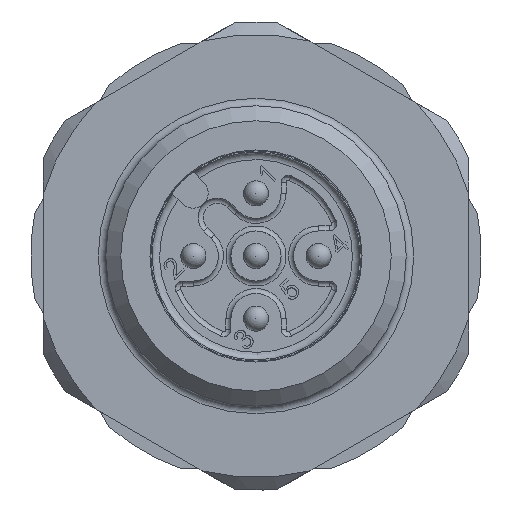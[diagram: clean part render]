
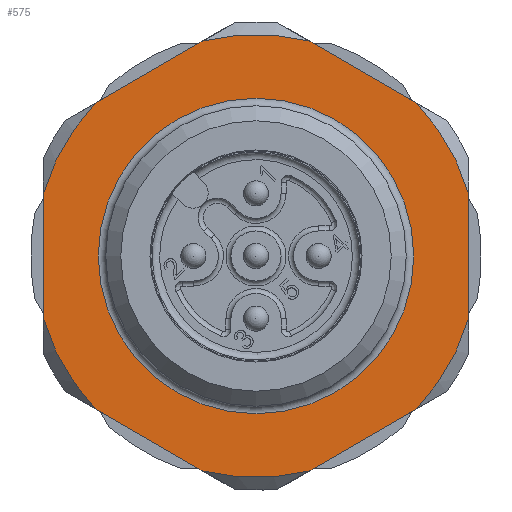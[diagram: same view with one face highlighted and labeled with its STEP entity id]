
A CAD part, front view. The second image highlights one B-rep face of the part: STEP entity #575.
In plain terms, the highlighted planar face has unit normal (0, -1, 0).
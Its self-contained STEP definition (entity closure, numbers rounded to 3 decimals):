
#575=ADVANCED_FACE('',(#1324,#1325),#812,.T.);
#812=PLANE('',#3999);
#926=LINE('',#5496,#1117);
#927=LINE('',#5497,#1118);
#928=LINE('',#5498,#1119);
#929=LINE('',#5499,#1120);
#930=LINE('',#5500,#1121);
#931=LINE('',#5501,#1122);
#1117=VECTOR('',#4441,1.);
#1118=VECTOR('',#4442,1.);
#1119=VECTOR('',#4443,1.);
#1120=VECTOR('',#4444,1.);
#1121=VECTOR('',#4445,1.);
#1122=VECTOR('',#4446,1.);
#1324=FACE_BOUND('',#1503,.T.);
#1325=FACE_BOUND('',#1504,.T.);
#1503=EDGE_LOOP('',(#1887));
#1504=EDGE_LOOP('',(#1888,#1889,#1890,#1891,#1892,#1893,#1894,#1895,#1896,
#1897,#1898,#1899));
#1887=ORIENTED_EDGE('',*,*,#3303,.T.);
#1888=ORIENTED_EDGE('',*,*,#3286,.F.);
#1889=ORIENTED_EDGE('',*,*,#3304,.T.);
#1890=ORIENTED_EDGE('',*,*,#3288,.F.);
#1891=ORIENTED_EDGE('',*,*,#3305,.T.);
#1892=ORIENTED_EDGE('',*,*,#3301,.F.);
#1893=ORIENTED_EDGE('',*,*,#3306,.T.);
#1894=ORIENTED_EDGE('',*,*,#3298,.F.);
#1895=ORIENTED_EDGE('',*,*,#3307,.T.);
#1896=ORIENTED_EDGE('',*,*,#3295,.F.);
#1897=ORIENTED_EDGE('',*,*,#3308,.T.);
#1898=ORIENTED_EDGE('',*,*,#3292,.F.);
#1899=ORIENTED_EDGE('',*,*,#3309,.T.);
#2907=VERTEX_POINT('',#5426);
#2908=VERTEX_POINT('',#5428);
#2909=VERTEX_POINT('',#5435);
#2910=VERTEX_POINT('',#5436);
#2911=VERTEX_POINT('',#5450);
#2912=VERTEX_POINT('',#5452);
#2913=VERTEX_POINT('',#5462);
#2914=VERTEX_POINT('',#5464);
#2915=VERTEX_POINT('',#5474);
#2916=VERTEX_POINT('',#5476);
#2917=VERTEX_POINT('',#5486);
#2918=VERTEX_POINT('',#5488);
#2919=VERTEX_POINT('',#5495);
#3286=EDGE_CURVE('',#2907,#2908,#3795,.T.);
#3288=EDGE_CURVE('',#2909,#2910,#3796,.T.);
#3292=EDGE_CURVE('',#2911,#2912,#3797,.T.);
#3295=EDGE_CURVE('',#2913,#2914,#3798,.T.);
#3298=EDGE_CURVE('',#2915,#2916,#3799,.T.);
#3301=EDGE_CURVE('',#2917,#2918,#3800,.T.);
#3303=EDGE_CURVE('',#2919,#2919,#3801,.T.);
#3304=EDGE_CURVE('',#2907,#2910,#926,.T.);
#3305=EDGE_CURVE('',#2909,#2918,#927,.T.);
#3306=EDGE_CURVE('',#2917,#2916,#928,.T.);
#3307=EDGE_CURVE('',#2915,#2914,#929,.T.);
#3308=EDGE_CURVE('',#2913,#2912,#930,.T.);
#3309=EDGE_CURVE('',#2911,#2908,#931,.T.);
#3795=CIRCLE('',#3986,8.85);
#3796=CIRCLE('',#3988,8.85);
#3797=CIRCLE('',#3990,8.85);
#3798=CIRCLE('',#3992,8.85);
#3799=CIRCLE('',#3994,8.85);
#3800=CIRCLE('',#3996,8.85);
#3801=CIRCLE('',#3998,6.3);
#3986=AXIS2_PLACEMENT_3D('',#5427,#4415,#4416);
#3988=AXIS2_PLACEMENT_3D('',#5434,#4419,#4420);
#3990=AXIS2_PLACEMENT_3D('',#5451,#4423,#4424);
#3992=AXIS2_PLACEMENT_3D('',#5463,#4427,#4428);
#3994=AXIS2_PLACEMENT_3D('',#5475,#4431,#4432);
#3996=AXIS2_PLACEMENT_3D('',#5487,#4435,#4436);
#3998=AXIS2_PLACEMENT_3D('',#5494,#4439,#4440);
#3999=AXIS2_PLACEMENT_3D('',#5502,#4447,#4448);
#4415=DIRECTION('',(0.,1.,0.));
#4416=DIRECTION('',(0.5,0.,-0.866));
#4419=DIRECTION('',(0.,1.,0.));
#4420=DIRECTION('',(0.5,0.,-0.866));
#4423=DIRECTION('',(0.,1.,0.));
#4424=DIRECTION('',(0.5,0.,-0.866));
#4427=DIRECTION('',(0.,1.,0.));
#4428=DIRECTION('',(0.5,0.,-0.866));
#4431=DIRECTION('',(0.,1.,0.));
#4432=DIRECTION('',(0.5,0.,-0.866));
#4435=DIRECTION('',(0.,1.,0.));
#4436=DIRECTION('',(0.5,0.,-0.866));
#4439=DIRECTION('',(0.,1.,0.));
#4440=DIRECTION('',(0.5,0.,-0.866));
#4441=DIRECTION('',(-0.866,0.,0.5));
#4442=DIRECTION('',(-0.866,0.,-0.5));
#4443=DIRECTION('',(0.,0.,-1.));
#4444=DIRECTION('',(0.866,0.,-0.5));
#4445=DIRECTION('',(0.866,0.,0.5));
#4446=DIRECTION('',(0.,0.,1.));
#4447=DIRECTION('',(0.,-1.,0.));
#4448=DIRECTION('',(-0.5,0.,0.866));
#5426=CARTESIAN_POINT('',(6.384,10.1,6.129));
#5427=CARTESIAN_POINT('',(0.,10.1,0.));
#5428=CARTESIAN_POINT('',(8.5,10.1,2.464));
#5434=CARTESIAN_POINT('',(0.,10.1,0.));
#5435=CARTESIAN_POINT('',(-2.116,10.1,8.593));
#5436=CARTESIAN_POINT('',(2.116,10.1,8.593));
#5450=CARTESIAN_POINT('',(8.5,10.1,-2.464));
#5451=CARTESIAN_POINT('',(0.,10.1,0.));
#5452=CARTESIAN_POINT('',(6.384,10.1,-6.129));
#5462=CARTESIAN_POINT('',(2.116,10.1,-8.593));
#5463=CARTESIAN_POINT('',(0.,10.1,0.));
#5464=CARTESIAN_POINT('',(-2.116,10.1,-8.593));
#5474=CARTESIAN_POINT('',(-6.384,10.1,-6.129));
#5475=CARTESIAN_POINT('',(0.,10.1,0.));
#5476=CARTESIAN_POINT('',(-8.5,10.1,-2.464));
#5486=CARTESIAN_POINT('',(-8.5,10.1,2.464));
#5487=CARTESIAN_POINT('',(0.,10.1,0.));
#5488=CARTESIAN_POINT('',(-6.384,10.1,6.129));
#5494=CARTESIAN_POINT('',(0.,10.1,0.));
#5495=CARTESIAN_POINT('',(3.15,10.1,-5.456));
#5496=CARTESIAN_POINT('',(0.418,10.1,9.574));
#5497=CARTESIAN_POINT('',(-11.914,10.1,2.936));
#5498=CARTESIAN_POINT('',(-8.5,10.1,-4.425));
#5499=CARTESIAN_POINT('',(-8.082,10.1,-5.149));
#5500=CARTESIAN_POINT('',(-3.414,10.1,-11.786));
#5501=CARTESIAN_POINT('',(8.5,10.1,-4.425));
#5502=CARTESIAN_POINT('',(-7.664,10.1,-4.425));
